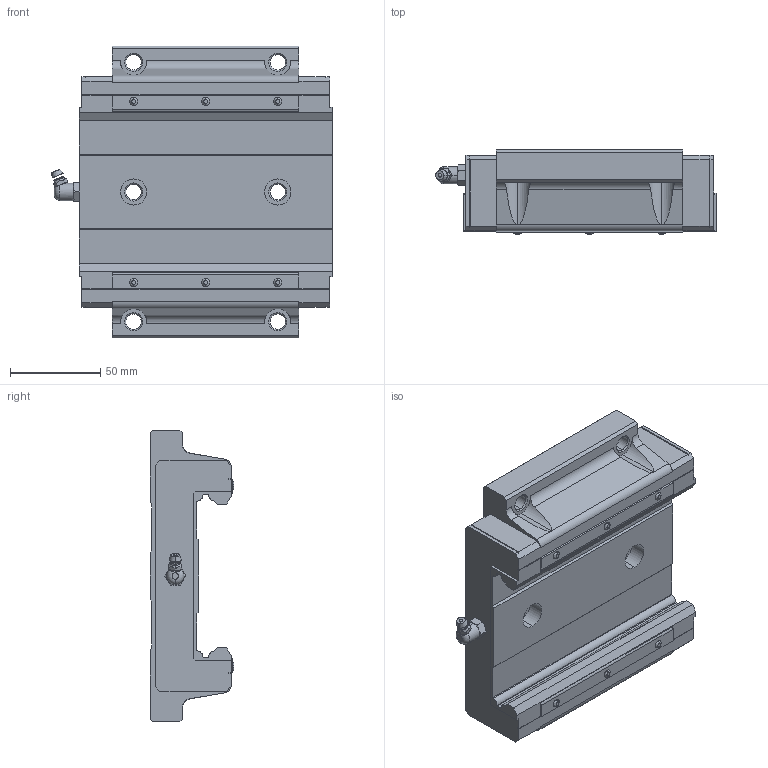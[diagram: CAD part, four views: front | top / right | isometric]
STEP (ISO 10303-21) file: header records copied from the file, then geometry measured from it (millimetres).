
FILE_DESCRIPTION (( 'STEP AP214' ), '1' );
FILE_NAME ('HRW50CASS.STEP', '2020-06-15T07:43:30', ( '' ), ( '' ), 'SwSTEP 2.0', 'SolidWorks 2020', '' );
FILE_SCHEMA (( 'AUTOMOTIVE_DESIGN' ));
Length unit declared in the file: millimetre
Products named in the file (3): _HRW50CASSB-PT1_81 Slide17-60; _HRW-B-PT1_8_grease_nipple_joint; HRW50CASS
Assembly tree (2 placements, depth 2):
  HRW50CASS
    _HRW50CASSB-PT1_81 Slide17-60
    _HRW-B-PT1_8_grease_nipple_joint
Bounding box: 155.7 x 46.6 x 162 mm (x, y, z)
Volume: 626843.3 mm3; surface area: 75594.8 mm2
Topology: 1 solids, 3 shells, 246 faces, 652 edges, 419 vertices
Faces by surface type: plane 141, cone 48, cylinder 38, bspline 17, torus 2
Entity records: 8434 total; most frequent: CARTESIAN_POINT 2299, ORIENTED_EDGE 1292, DIRECTION 1220, EDGE_CURVE 648, VERTEX_POINT 419, VECTOR 418, LINE 418, AXIS2_PLACEMENT_3D 401
